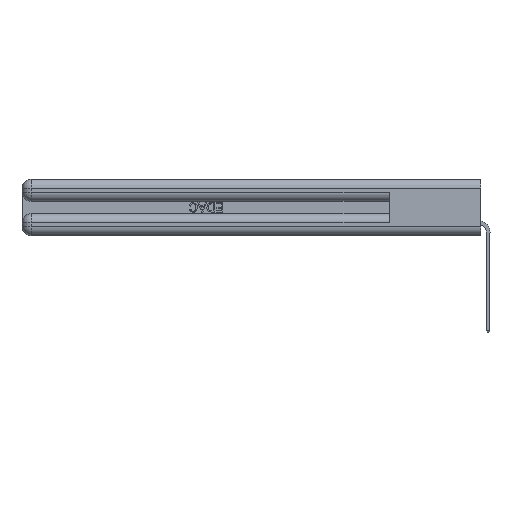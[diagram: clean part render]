
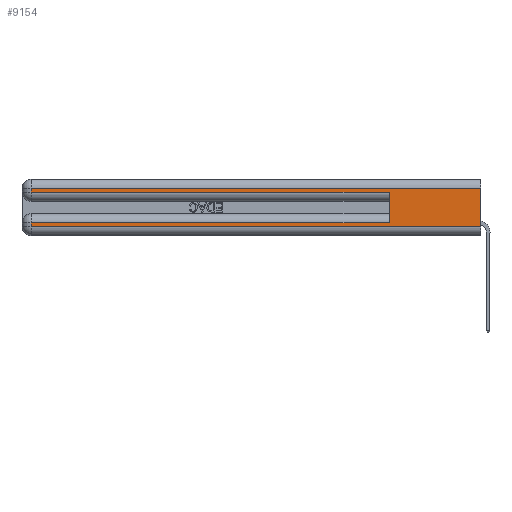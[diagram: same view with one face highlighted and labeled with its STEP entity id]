
A CAD part, left-side view. The second image highlights one B-rep face of the part: STEP entity #9154.
In plain terms, the highlighted planar face has unit normal (-1, 0, 0).
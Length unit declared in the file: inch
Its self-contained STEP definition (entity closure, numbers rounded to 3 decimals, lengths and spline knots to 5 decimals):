
#217 = CARTESIAN_POINT ( 'NONE',  ( 0., 0., 0.06 ) ) ;
#305 = EDGE_CURVE ( 'NONE', #25076, #17288, #23128, .T. ) ;
#554 = LINE ( 'NONE', #35489, #6974 ) ;
#609 = VERTEX_POINT ( 'NONE', #37400 ) ;
#768 = CARTESIAN_POINT ( 'NONE',  ( 0., 0.6, 0.285 ) ) ;
#1268 = ORIENTED_EDGE ( 'NONE', *, *, #7047, .F. ) ;
#1299 = DIRECTION ( 'NONE',  ( 1., 0., 0. ) ) ;
#1670 = EDGE_CURVE ( 'NONE', #609, #4257, #554, .T. ) ;
#2840 = CARTESIAN_POINT ( 'NONE',  ( 0., 0.6, 0.145 ) ) ;
#2867 = CARTESIAN_POINT ( 'NONE',  ( 0., 0.6, 0.085 ) ) ;
#3164 = CARTESIAN_POINT ( 'NONE',  ( 0., 0., 0.06 ) ) ;
#4257 = VERTEX_POINT ( 'NONE', #3164 ) ;
#4482 = VECTOR ( 'NONE', #16312, 39.37008 ) ;
#5008 = VECTOR ( 'NONE', #36291, 39.37008 ) ;
#5889 = ORIENTED_EDGE ( 'NONE', *, *, #6279, .T. ) ;
#6279 = EDGE_CURVE ( 'NONE', #609, #33888, #28118, .T. ) ;
#6974 = VECTOR ( 'NONE', #20905, 39.37008 ) ;
#7047 = EDGE_CURVE ( 'NONE', #25076, #20367, #15262, .T. ) ;
#7677 = ORIENTED_EDGE ( 'NONE', *, *, #1670, .F. ) ;
#8748 = CARTESIAN_POINT ( 'NONE',  ( 0., 2.94, 0.37 ) ) ;
#8819 = DIRECTION ( 'NONE',  ( 0., 1., 0. ) ) ;
#9154 = ADVANCED_FACE ( 'NONE', ( #24332 ), #32689, .F. ) ;
#9409 = VECTOR ( 'NONE', #31813, 39.37008 ) ;
#9572 = EDGE_CURVE ( 'NONE', #33888, #15308, #14678, .T. ) ;
#9895 = VECTOR ( 'NONE', #14802, 39.37008 ) ;
#11359 = DIRECTION ( 'NONE',  ( 0., 1., 0. ) ) ;
#11541 = VECTOR ( 'NONE', #11359, 39.37008 ) ;
#11795 = CARTESIAN_POINT ( 'NONE',  ( 0., 2.94, 0.285 ) ) ;
#14678 = LINE ( 'NONE', #37744, #5008 ) ;
#14802 = DIRECTION ( 'NONE',  ( 0., 0., -1. ) ) ;
#15180 = ORIENTED_EDGE ( 'NONE', *, *, #305, .T. ) ;
#15262 = LINE ( 'NONE', #2840, #26759 ) ;
#15308 = VERTEX_POINT ( 'NONE', #11795 ) ;
#16312 = DIRECTION ( 'NONE',  ( 0., -1., 0. ) ) ;
#16333 = ORIENTED_EDGE ( 'NONE', *, *, #30799, .T. ) ;
#17288 = VERTEX_POINT ( 'NONE', #19845 ) ;
#17948 = CARTESIAN_POINT ( 'NONE',  ( 0., 0., 0.085 ) ) ;
#18493 = CARTESIAN_POINT ( 'NONE',  ( 0., 0., 0.285 ) ) ;
#18843 = EDGE_CURVE ( 'NONE', #29892, #4257, #37972, .T. ) ;
#19413 = CARTESIAN_POINT ( 'NONE',  ( 0., 2.94, 0.31 ) ) ;
#19845 = CARTESIAN_POINT ( 'NONE',  ( 0., 2.94, 0.085 ) ) ;
#20367 = VERTEX_POINT ( 'NONE', #768 ) ;
#20713 = CARTESIAN_POINT ( 'NONE',  ( 0., 0., 0.37 ) ) ;
#20905 = DIRECTION ( 'NONE',  ( 0., 0., -1. ) ) ;
#23128 = LINE ( 'NONE', #17948, #37892 ) ;
#23494 = DIRECTION ( 'NONE',  ( 0., 0., 1. ) ) ;
#24332 = FACE_OUTER_BOUND ( 'NONE', #37058, .T. ) ;
#24682 = LINE ( 'NONE', #18493, #4482 ) ;
#25076 = VERTEX_POINT ( 'NONE', #2867 ) ;
#25223 = EDGE_CURVE ( 'NONE', #15308, #20367, #24682, .T. ) ;
#26437 = LINE ( 'NONE', #8748, #9895 ) ;
#26759 = VECTOR ( 'NONE', #23494, 39.37008 ) ;
#28118 = LINE ( 'NONE', #28836, #11541 ) ;
#28324 = ORIENTED_EDGE ( 'NONE', *, *, #9572, .T. ) ;
#28836 = CARTESIAN_POINT ( 'NONE',  ( 0., 0., 0.31 ) ) ;
#29892 = VERTEX_POINT ( 'NONE', #33007 ) ;
#30799 = EDGE_CURVE ( 'NONE', #17288, #29892, #26437, .T. ) ;
#31813 = DIRECTION ( 'NONE',  ( 0., -1., 0. ) ) ;
#32277 = ORIENTED_EDGE ( 'NONE', *, *, #18843, .T. ) ;
#32689 = PLANE ( 'NONE',  #35278 ) ;
#32978 = ORIENTED_EDGE ( 'NONE', *, *, #25223, .T. ) ;
#33007 = CARTESIAN_POINT ( 'NONE',  ( 0., 2.94, 0.06 ) ) ;
#33035 = DIRECTION ( 'NONE',  ( 0., 0., -1. ) ) ;
#33888 = VERTEX_POINT ( 'NONE', #19413 ) ;
#35278 = AXIS2_PLACEMENT_3D ( 'NONE', #20713, #1299, #33035 ) ;
#35489 = CARTESIAN_POINT ( 'NONE',  ( 0., 0., 0.37 ) ) ;
#36291 = DIRECTION ( 'NONE',  ( 0., 0., -1. ) ) ;
#37058 = EDGE_LOOP ( 'NONE', ( #7677, #5889, #28324, #32978, #1268, #15180, #16333, #32277 ) ) ;
#37400 = CARTESIAN_POINT ( 'NONE',  ( 0., 0., 0.31 ) ) ;
#37744 = CARTESIAN_POINT ( 'NONE',  ( 0., 2.94, 0.37 ) ) ;
#37892 = VECTOR ( 'NONE', #8819, 39.37008 ) ;
#37972 = LINE ( 'NONE', #217, #9409 ) ;
